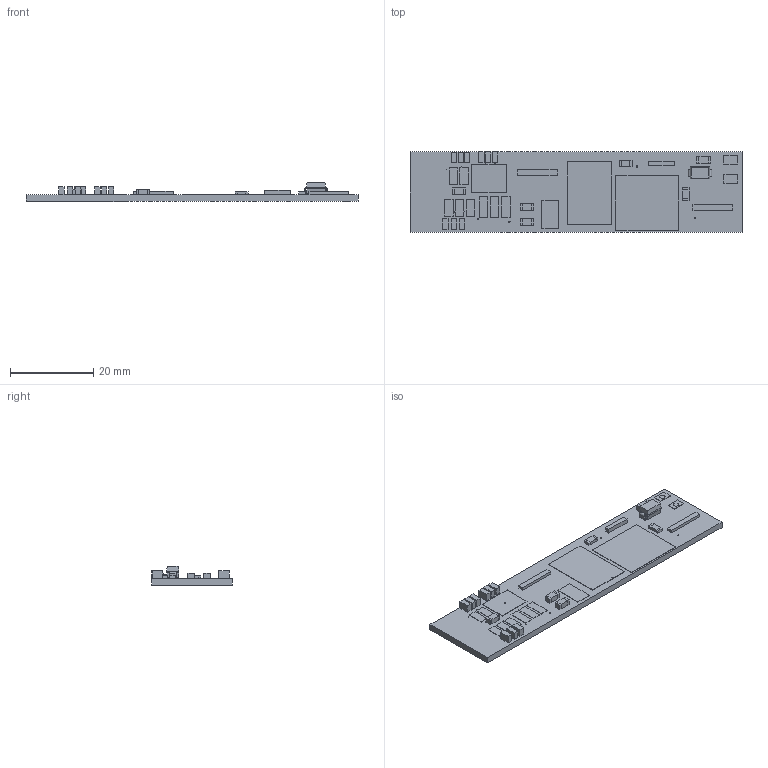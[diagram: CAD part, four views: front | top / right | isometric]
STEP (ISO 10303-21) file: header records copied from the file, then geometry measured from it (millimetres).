
FILE_DESCRIPTION(/* description */ (''),/* implementation_level */ '2;1');
FILE_NAME(/* name */ 'd584d0de-0a42-49a5-bab0-094012f80cda.zip.stp',/* time_stamp */ '2021-04-18T15:56:20+00:00',/* author */ (''),/* organization */ (''),/* preprocessor_version */ 'ST-DEVELOPER v18.1',/* originating_system */ 'Autodesk Translation Framework v10.6.0.1341',/* authorisation */ '');
FILE_SCHEMA (('AUTOMOTIVE_DESIGN { 1 0 10303 214 3 1 1 }'));
Length unit declared in the file: millimetre
Products named in the file (17): MOTOR_; Board; Packages; SOT223; DO214AC; SMB; ESP8266-ESP12E; CDRH127/LD; TO263-5; C1206; R1206; RTRIM3296W; UD-8X10_NICHICON; C1206 (1); R0805; LSP13; SMD1,27-2,54
Assembly tree (36 placements, depth 3):
  MOTOR_
    Board
    Packages
      SOT223
      DO214AC
      SMB
      ESP8266-ESP12E
      CDRH127/LD
      TO263-5
      C1206  x4
      R1206  x2
      RTRIM3296W
      UD-8X10_NICHICON  x2
      C1206 (1)  x3
      R0805  x5
      LSP13  x2
      SMD1,27-2,54  x9
Bounding box: 79.95 x 19.5 x 4.59 mm (x, y, z)
Volume: 2713.3 mm3; surface area: 5942.4 mm2
Topology: 35 solids, 35 shells, 312 faces, 724 edges, 480 vertices
Faces by surface type: plane 284, cylinder 28
Full cylindrical faces by diameter (mm): 0.2 x9, 0.3 x4, 0.35 x2, 0.61 x3, 1.321 x2
Entity records: 5563 total; most frequent: DIRECTION 872, CARTESIAN_POINT 858, ORIENTED_EDGE 776, EDGE_CURVE 388, LINE 332, VECTOR 332, AXIS2_PLACEMENT_3D 270, VERTEX_POINT 256
